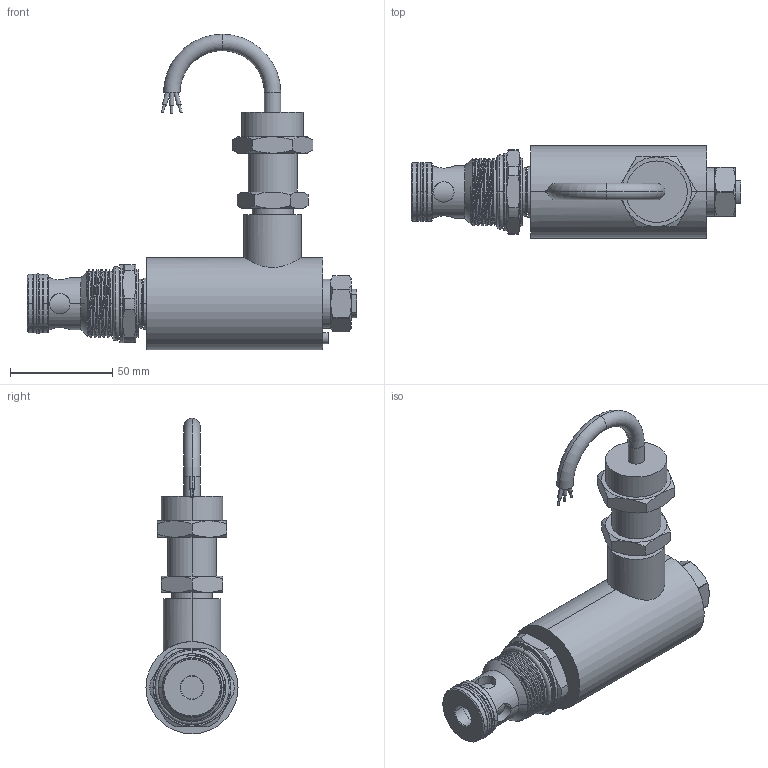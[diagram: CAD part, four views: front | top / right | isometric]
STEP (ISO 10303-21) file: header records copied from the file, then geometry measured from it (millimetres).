
FILE_DESCRIPTION (( 'STEP AP203' ), '1' );
FILE_NAME ('EP16W2E.STEP', '2020-04-08T05:20:45', ( '' ), ( '' ), 'SwSTEP 2.0', 'SolidWorks 2018', '' );
FILE_SCHEMA (( 'CONFIG_CONTROL_DESIGN' ));
Length unit declared in the file: millimetre
Products named in the file (1): EP16W2E
Bounding box: 160.7 x 45 x 154.07 mm (x, y, z)
Volume: 234037.3 mm3; surface area: 38840.7 mm2
Topology: 5 solids, 5 shells, 270 faces, 607 edges, 371 vertices
Faces by surface type: cylinder 102, cone 67, plane 66, torus 32, bspline 3
Entity records: 10343 total; most frequent: CARTESIAN_POINT 4345, DIRECTION 1275, ORIENTED_EDGE 1214, EDGE_CURVE 607, AXIS2_PLACEMENT_3D 554, VERTEX_POINT 371, EDGE_LOOP 302, CIRCLE 286
